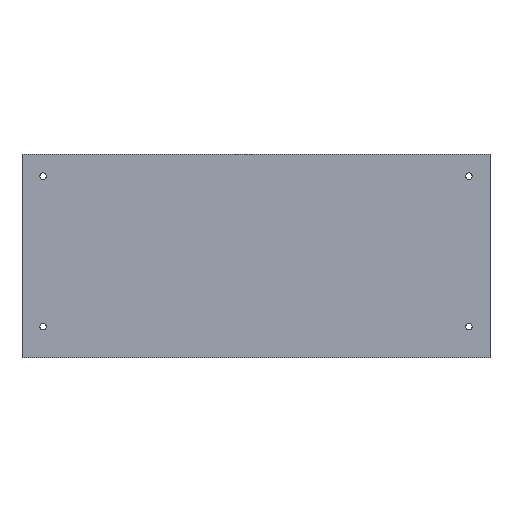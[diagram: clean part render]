
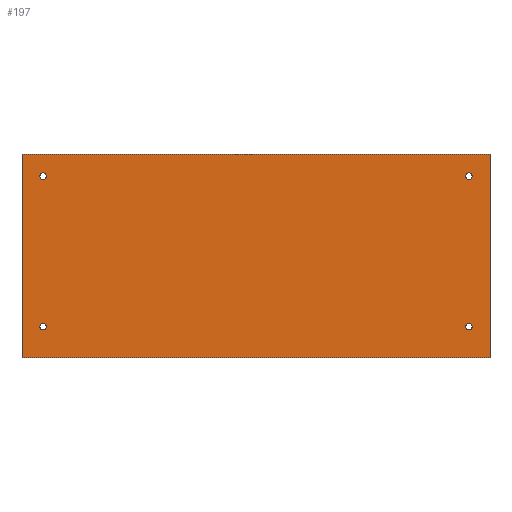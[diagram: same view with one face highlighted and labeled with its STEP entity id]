
A CAD part, top view. The second image highlights one B-rep face of the part: STEP entity #197.
In plain terms, the highlighted planar face has unit normal (0, 0, 1).
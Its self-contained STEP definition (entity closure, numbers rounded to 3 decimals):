
#10 = CIRCLE ( 'NONE', #142, 1.8 ) ;
#11 = AXIS2_PLACEMENT_3D ( 'NONE', #311, #158, #118 ) ;
#17 = ORIENTED_EDGE ( 'NONE', *, *, #78, .T. ) ;
#26 = VERTEX_POINT ( 'NONE', #383 ) ;
#35 = CARTESIAN_POINT ( 'NONE',  ( -116., 94., 2. ) ) ;
#40 = CARTESIAN_POINT ( 'NONE',  ( 114.2, 94., 2. ) ) ;
#42 = DIRECTION ( 'NONE',  ( 0., 0., 1. ) ) ;
#46 = ORIENTED_EDGE ( 'NONE', *, *, #124, .F. ) ;
#47 = EDGE_CURVE ( 'NONE', #61, #389, #72, .T. ) ;
#48 = LINE ( 'NONE', #397, #84 ) ;
#51 = CIRCLE ( 'NONE', #212, 1.8 ) ;
#56 = DIRECTION ( 'NONE',  ( 0., 0., 1. ) ) ;
#57 = VERTEX_POINT ( 'NONE', #116 ) ;
#61 = VERTEX_POINT ( 'NONE', #419 ) ;
#64 = DIRECTION ( 'NONE',  ( 1., 0., 0. ) ) ;
#66 = VERTEX_POINT ( 'NONE', #353 ) ;
#67 = DIRECTION ( 'NONE',  ( 1., 0., 0. ) ) ;
#68 = VERTEX_POINT ( 'NONE', #40 ) ;
#71 = DIRECTION ( 'NONE',  ( 1., 0., 0. ) ) ;
#72 = CIRCLE ( 'NONE', #456, 1.8 ) ;
#77 = DIRECTION ( 'NONE',  ( 1., 0., 0. ) ) ;
#78 = EDGE_CURVE ( 'NONE', #57, #179, #198, .T. ) ;
#81 = CARTESIAN_POINT ( 'NONE',  ( 127.5, 106., 2. ) ) ;
#83 = EDGE_CURVE ( 'NONE', #389, #61, #51, .T. ) ;
#84 = VECTOR ( 'NONE', #356, 1000. ) ;
#85 = DIRECTION ( 'NONE',  ( 1., 0., 0. ) ) ;
#90 = VERTEX_POINT ( 'NONE', #202 ) ;
#98 = CARTESIAN_POINT ( 'NONE',  ( -116., 12., 2. ) ) ;
#113 = CARTESIAN_POINT ( 'NONE',  ( 116., 12., 2. ) ) ;
#115 = LINE ( 'NONE', #305, #117 ) ;
#116 = CARTESIAN_POINT ( 'NONE',  ( 127.5, -5., 2. ) ) ;
#117 = VECTOR ( 'NONE', #77, 1000. ) ;
#118 = DIRECTION ( 'NONE',  ( 1., 0., 0. ) ) ;
#124 = EDGE_CURVE ( 'NONE', #392, #465, #10, .T. ) ;
#125 = ORIENTED_EDGE ( 'NONE', *, *, #47, .F. ) ;
#129 = DIRECTION ( 'NONE',  ( 1., 0., 0. ) ) ;
#142 = AXIS2_PLACEMENT_3D ( 'NONE', #113, #42, #85 ) ;
#144 = CIRCLE ( 'NONE', #330, 1.8 ) ;
#150 = EDGE_CURVE ( 'NONE', #179, #90, #48, .T. ) ;
#151 = DIRECTION ( 'NONE',  ( 1., 0., 0. ) ) ;
#158 = DIRECTION ( 'NONE',  ( 0., 0., 1. ) ) ;
#164 = CARTESIAN_POINT ( 'NONE',  ( 0., 0., 2. ) ) ;
#165 = AXIS2_PLACEMENT_3D ( 'NONE', #164, #469, #129 ) ;
#174 = ORIENTED_EDGE ( 'NONE', *, *, #83, .F. ) ;
#179 = VERTEX_POINT ( 'NONE', #81 ) ;
#184 = CARTESIAN_POINT ( 'NONE',  ( -114.2, 94., 2. ) ) ;
#195 = DIRECTION ( 'NONE',  ( 0., 0., 1. ) ) ;
#197 = ADVANCED_FACE ( 'Face1', ( #360, #238, #363, #321, #427 ), #282, .T. ) ;
#198 = LINE ( 'NONE', #388, #243 ) ;
#201 = DIRECTION ( 'NONE',  ( 0., 0., 1. ) ) ;
#202 = CARTESIAN_POINT ( 'NONE',  ( -127.5, 106., 2. ) ) ;
#209 = EDGE_LOOP ( 'NONE', ( #222, #394 ) ) ;
#210 = AXIS2_PLACEMENT_3D ( 'NONE', #410, #56, #67 ) ;
#212 = AXIS2_PLACEMENT_3D ( 'NONE', #35, #195, #349 ) ;
#217 = EDGE_CURVE ( 'NONE', #68, #322, #402, .T. ) ;
#220 = ORIENTED_EDGE ( 'NONE', *, *, #478, .F. ) ;
#222 = ORIENTED_EDGE ( 'NONE', *, *, #306, .F. ) ;
#233 = CIRCLE ( 'NONE', #273, 1.8 ) ;
#234 = CARTESIAN_POINT ( 'NONE',  ( 117.8, 12., 2. ) ) ;
#238 = FACE_BOUND ( 'NONE', #438, .T. ) ;
#243 = VECTOR ( 'NONE', #380, 1000. ) ;
#254 = CARTESIAN_POINT ( 'NONE',  ( -127.5, -5., 2. ) ) ;
#268 = CARTESIAN_POINT ( 'NONE',  ( 114.2, 12., 2. ) ) ;
#271 = DIRECTION ( 'NONE',  ( 0., 0., 1. ) ) ;
#273 = AXIS2_PLACEMENT_3D ( 'NONE', #413, #271, #151 ) ;
#279 = ORIENTED_EDGE ( 'NONE', *, *, #453, .T. ) ;
#282 = PLANE ( 'NONE',  #165 ) ;
#283 = DIRECTION ( 'NONE',  ( 0., 0., 1. ) ) ;
#285 = VECTOR ( 'NONE', #457, 1000. ) ;
#289 = CARTESIAN_POINT ( 'NONE',  ( 117.8, 94., 2. ) ) ;
#294 = EDGE_LOOP ( 'NONE', ( #220, #483 ) ) ;
#301 = AXIS2_PLACEMENT_3D ( 'NONE', #432, #283, #434 ) ;
#305 = CARTESIAN_POINT ( 'NONE',  ( 127.5, -5., 2. ) ) ;
#306 = EDGE_CURVE ( 'NONE', #66, #26, #450, .T. ) ;
#311 = CARTESIAN_POINT ( 'NONE',  ( 116., 94., 2. ) ) ;
#321 = FACE_BOUND ( 'NONE', #364, .T. ) ;
#322 = VERTEX_POINT ( 'NONE', #289 ) ;
#326 = EDGE_CURVE ( 'NONE', #26, #66, #144, .T. ) ;
#330 = AXIS2_PLACEMENT_3D ( 'NONE', #98, #439, #64 ) ;
#336 = ORIENTED_EDGE ( 'NONE', *, *, #472, .F. ) ;
#341 = VERTEX_POINT ( 'NONE', #254 ) ;
#349 = DIRECTION ( 'NONE',  ( 1., 0., 0. ) ) ;
#353 = CARTESIAN_POINT ( 'NONE',  ( -114.2, 12., 2. ) ) ;
#356 = DIRECTION ( 'NONE',  ( -1., 0., 0. ) ) ;
#360 = FACE_BOUND ( 'NONE', #209, .T. ) ;
#363 = FACE_BOUND ( 'NONE', #294, .T. ) ;
#364 = EDGE_LOOP ( 'NONE', ( #336, #46 ) ) ;
#372 = ORIENTED_EDGE ( 'NONE', *, *, #462, .T. ) ;
#380 = DIRECTION ( 'NONE',  ( 0., 1., 0. ) ) ;
#383 = CARTESIAN_POINT ( 'NONE',  ( -117.8, 12., 2. ) ) ;
#388 = CARTESIAN_POINT ( 'NONE',  ( 127.5, -5., 2. ) ) ;
#389 = VERTEX_POINT ( 'NONE', #184 ) ;
#392 = VERTEX_POINT ( 'NONE', #268 ) ;
#394 = ORIENTED_EDGE ( 'NONE', *, *, #326, .F. ) ;
#397 = CARTESIAN_POINT ( 'NONE',  ( 127.5, 106., 2. ) ) ;
#402 = CIRCLE ( 'NONE', #301, 1.8 ) ;
#404 = EDGE_LOOP ( 'NONE', ( #17, #425, #372, #279 ) ) ;
#410 = CARTESIAN_POINT ( 'NONE',  ( -116., 12., 2. ) ) ;
#413 = CARTESIAN_POINT ( 'NONE',  ( 116., 12., 2. ) ) ;
#414 = CARTESIAN_POINT ( 'NONE',  ( -116., 94., 2. ) ) ;
#415 = CARTESIAN_POINT ( 'NONE',  ( -127.5, -5., 2. ) ) ;
#419 = CARTESIAN_POINT ( 'NONE',  ( -117.8, 94., 2. ) ) ;
#425 = ORIENTED_EDGE ( 'NONE', *, *, #150, .T. ) ;
#427 = FACE_OUTER_BOUND ( 'NONE', #404, .T. ) ;
#432 = CARTESIAN_POINT ( 'NONE',  ( 116., 94., 2. ) ) ;
#434 = DIRECTION ( 'NONE',  ( 1., 0., 0. ) ) ;
#438 = EDGE_LOOP ( 'NONE', ( #174, #125 ) ) ;
#439 = DIRECTION ( 'NONE',  ( 0., 0., 1. ) ) ;
#450 = CIRCLE ( 'NONE', #210, 1.8 ) ;
#451 = LINE ( 'NONE', #415, #285 ) ;
#453 = EDGE_CURVE ( 'NONE', #341, #57, #115, .T. ) ;
#456 = AXIS2_PLACEMENT_3D ( 'NONE', #414, #201, #71 ) ;
#457 = DIRECTION ( 'NONE',  ( 0., -1., 0. ) ) ;
#462 = EDGE_CURVE ( 'NONE', #90, #341, #451, .T. ) ;
#465 = VERTEX_POINT ( 'NONE', #234 ) ;
#469 = DIRECTION ( 'NONE',  ( 0., 0., 1. ) ) ;
#472 = EDGE_CURVE ( 'NONE', #465, #392, #233, .T. ) ;
#478 = EDGE_CURVE ( 'NONE', #322, #68, #497, .T. ) ;
#483 = ORIENTED_EDGE ( 'NONE', *, *, #217, .F. ) ;
#497 = CIRCLE ( 'NONE', #11, 1.8 ) ;
